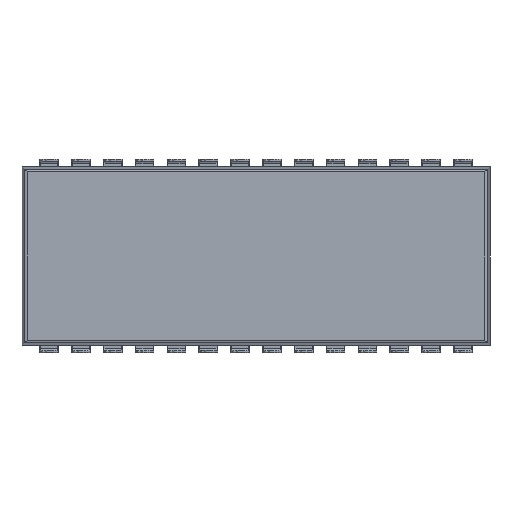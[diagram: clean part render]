
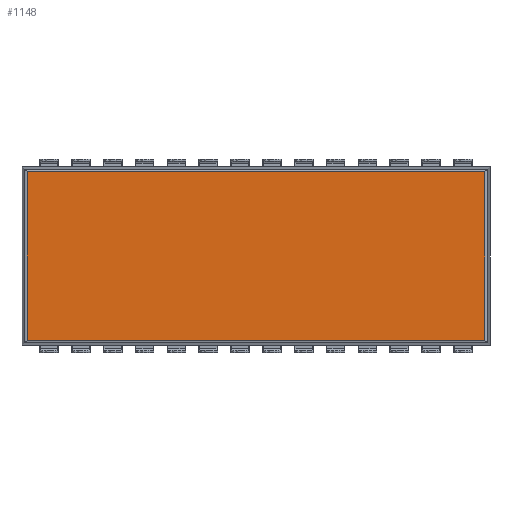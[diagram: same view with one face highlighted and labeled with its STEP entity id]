
A CAD part, front view. The second image highlights one B-rep face of the part: STEP entity #1148.
In plain terms, the highlighted face is planar.
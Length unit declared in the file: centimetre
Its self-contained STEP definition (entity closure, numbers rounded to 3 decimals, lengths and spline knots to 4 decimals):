
#707 = VERTEX_POINT ( 'NONE', #3775 ) ;
#754 = VERTEX_POINT ( 'NONE', #3814 ) ;
#1143 = EDGE_LOOP ( 'NONE', ( #1146, #1150, #1149, #1154 ) ) ;
#1146 = ORIENTED_EDGE ( 'NONE', *, *, #1157, .T. ) ;
#1148 = ADVANCED_FACE ( 'NONE', ( #4484 ), #4573, .T. ) ;
#1149 = ORIENTED_EDGE ( 'NONE', *, *, #1169, .T. ) ;
#1150 = ORIENTED_EDGE ( 'NONE', *, *, #1165, .T. ) ;
#1151 = EDGE_CURVE ( 'NONE', #707, #754, #4745, .T. ) ;
#1153 = VERTEX_POINT ( 'NONE', #4741 ) ;
#1154 = ORIENTED_EDGE ( 'NONE', *, *, #1151, .T. ) ;
#1157 = EDGE_CURVE ( 'NONE', #754, #1153, #4660, .T. ) ;
#1165 = EDGE_CURVE ( 'NONE', #1153, #1168, #4853, .T. ) ;
#1168 = VERTEX_POINT ( 'NONE', #4657 ) ;
#1169 = EDGE_CURVE ( 'NONE', #1168, #707, #4840, .T. ) ;
#3775 = CARTESIAN_POINT ( 'NONE',  ( -1.827, 0.671, 0.039 ) ) ;
#3814 = CARTESIAN_POINT ( 'NONE',  ( 1.827, 0.671, 0.039 ) ) ;
#4481 = DIRECTION ( 'NONE',  ( -1., 0., 0. ) ) ;
#4483 = CARTESIAN_POINT ( 'NONE',  ( 0., -0.711, 0.039 ) ) ;
#4484 = FACE_OUTER_BOUND ( 'NONE', #1143, .T. ) ;
#4485 = DIRECTION ( 'NONE',  ( 0., 0., -1. ) ) ;
#4573 = PLANE ( 'NONE',  #4610 ) ;
#4610 = AXIS2_PLACEMENT_3D ( 'NONE', #4483, #4485, #4481 ) ;
#4653 = DIRECTION ( 'NONE',  ( 0., -1., 0. ) ) ;
#4654 = VECTOR ( 'NONE', #4653, 100. ) ;
#4657 = CARTESIAN_POINT ( 'NONE',  ( -1.827, -0.671, 0.039 ) ) ;
#4660 = LINE ( 'NONE', #4737, #4654 ) ;
#4737 = CARTESIAN_POINT ( 'NONE',  ( 1.827, -0.711, 0.039 ) ) ;
#4741 = CARTESIAN_POINT ( 'NONE',  ( 1.827, -0.671, 0.039 ) ) ;
#4742 = DIRECTION ( 'NONE',  ( 1., 0., 0. ) ) ;
#4743 = VECTOR ( 'NONE', #4742, 100. ) ;
#4744 = CARTESIAN_POINT ( 'NONE',  ( 0., 0.671, 0.039 ) ) ;
#4745 = LINE ( 'NONE', #4744, #4743 ) ;
#4837 = DIRECTION ( 'NONE',  ( 0., 1., 0. ) ) ;
#4838 = VECTOR ( 'NONE', #4837, 100. ) ;
#4839 = CARTESIAN_POINT ( 'NONE',  ( -1.827, -0.711, 0.039 ) ) ;
#4840 = LINE ( 'NONE', #4839, #4838 ) ;
#4844 = DIRECTION ( 'NONE',  ( -1., 0., 0. ) ) ;
#4845 = VECTOR ( 'NONE', #4844, 100. ) ;
#4846 = CARTESIAN_POINT ( 'NONE',  ( 0., -0.671, 0.039 ) ) ;
#4853 = LINE ( 'NONE', #4846, #4845 ) ;
